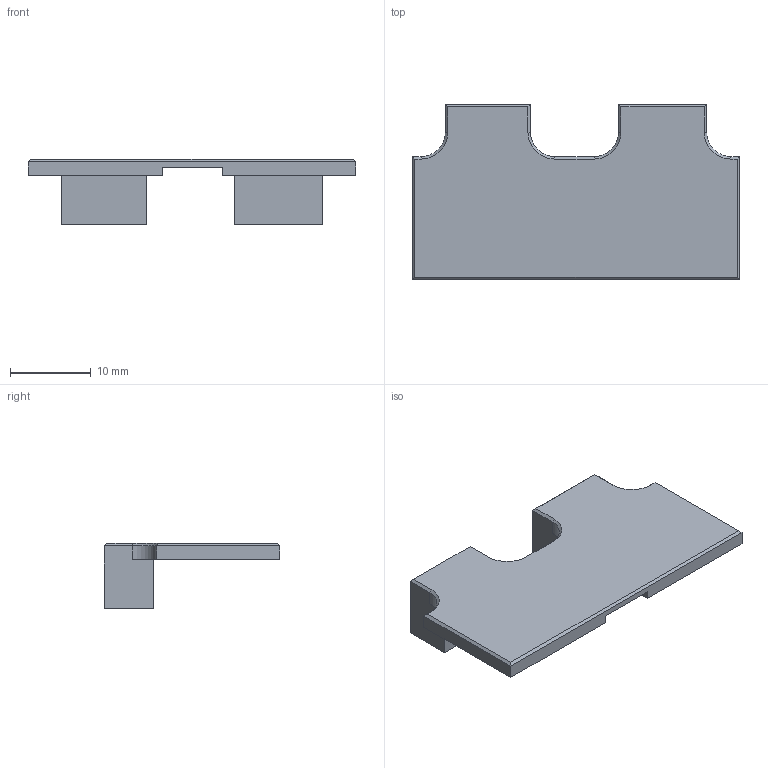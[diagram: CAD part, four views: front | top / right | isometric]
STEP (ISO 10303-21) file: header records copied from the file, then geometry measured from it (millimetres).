
FILE_DESCRIPTION (( 'STEP AP214' ), '1' );
FILE_NAME ('驱动散热铜块.STEP', '2025-03-04T06:44:39', ( '' ), ( '' ), 'SwSTEP 2.0', 'SolidWorks 2021', '' );
FILE_SCHEMA (( 'AUTOMOTIVE_DESIGN' ));
Length unit declared in the file: millimetre
Products named in the file (1): 驱动散热铜块
Bounding box: 40.51 x 21.72 x 8.1 mm (x, y, z)
Volume: 2208 mm3; surface area: 2196.2 mm2
Topology: 1 solids, 1 shells, 43 faces, 107 edges, 66 vertices
Faces by surface type: plane 35, cylinder 4, cone 4
Entity records: 1281 total; most frequent: CARTESIAN_POINT 217, ORIENTED_EDGE 214, DIRECTION 209, EDGE_CURVE 107, LINE 93, VECTOR 93, VERTEX_POINT 66, AXIS2_PLACEMENT_3D 58
